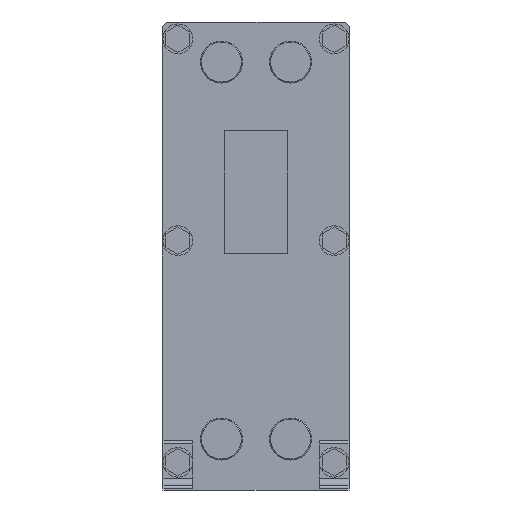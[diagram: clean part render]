
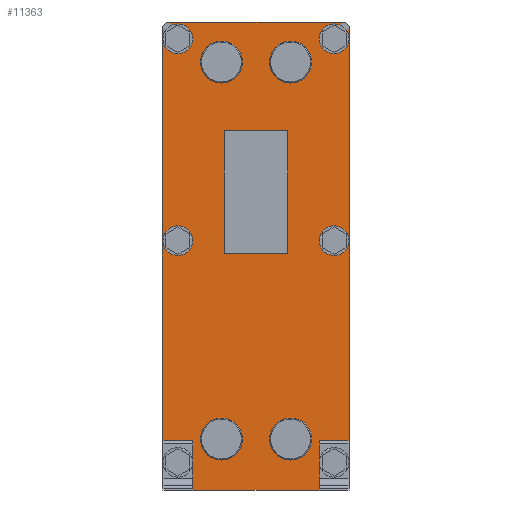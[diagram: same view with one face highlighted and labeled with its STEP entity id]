
A CAD part, front view. The second image highlights one B-rep face of the part: STEP entity #11363.
In plain terms, the highlighted planar face has unit normal (0, -1, 0).
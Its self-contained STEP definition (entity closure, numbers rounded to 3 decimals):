
#1503=FACE_BOUND('',#2844,.T.);
#1504=FACE_BOUND('',#2845,.T.);
#1505=FACE_BOUND('',#2846,.T.);
#1506=FACE_BOUND('',#2847,.T.);
#1507=FACE_BOUND('',#2848,.T.);
#1508=FACE_BOUND('',#2849,.T.);
#1509=FACE_BOUND('',#2850,.T.);
#1510=FACE_BOUND('',#2851,.T.);
#1511=FACE_BOUND('',#2852,.T.);
#1635=CIRCLE('',#11954,15.);
#1636=CIRCLE('',#11955,15.);
#1637=CIRCLE('',#11956,15.);
#1638=CIRCLE('',#11957,15.);
#1639=CIRCLE('',#11958,21.2);
#1640=CIRCLE('',#11959,21.2);
#1641=CIRCLE('',#11960,21.2);
#1642=CIRCLE('',#11961,21.2);
#2273=FACE_OUTER_BOUND('',#2843,.T.);
#2843=EDGE_LOOP('',(#8387,#8388,#8389,#8390,#8391,#8392,#8393,#8394,#8395,
#8396,#8397,#8398,#8399,#8400));
#2844=EDGE_LOOP('',(#8401,#8402,#8403,#8404));
#2845=EDGE_LOOP('',(#8405));
#2846=EDGE_LOOP('',(#8406));
#2847=EDGE_LOOP('',(#8407));
#2848=EDGE_LOOP('',(#8408));
#2849=EDGE_LOOP('',(#8409));
#2850=EDGE_LOOP('',(#8410));
#2851=EDGE_LOOP('',(#8411));
#2852=EDGE_LOOP('',(#8412));
#3530=LINE('',#16885,#4838);
#3534=LINE('',#16892,#4842);
#3536=LINE('',#16896,#4844);
#3538=LINE('',#16900,#4846);
#3540=LINE('',#16904,#4848);
#3542=LINE('',#16908,#4850);
#3545=LINE('',#16914,#4853);
#3546=LINE('',#16917,#4854);
#3547=LINE('',#16919,#4855);
#3548=LINE('',#16921,#4856);
#3549=LINE('',#16923,#4857);
#3550=LINE('',#16925,#4858);
#3551=LINE('',#16927,#4859);
#3552=LINE('',#16928,#4860);
#3553=LINE('',#16931,#4861);
#3554=LINE('',#16933,#4862);
#3555=LINE('',#16935,#4863);
#3556=LINE('',#16936,#4864);
#4838=VECTOR('',#13168,10.);
#4842=VECTOR('',#13174,10.);
#4844=VECTOR('',#13178,10.);
#4846=VECTOR('',#13182,10.);
#4848=VECTOR('',#13186,10.);
#4850=VECTOR('',#13190,10.);
#4853=VECTOR('',#13195,10.);
#4854=VECTOR('',#13198,10.);
#4855=VECTOR('',#13199,10.);
#4856=VECTOR('',#13200,10.);
#4857=VECTOR('',#13201,10.);
#4858=VECTOR('',#13202,10.);
#4859=VECTOR('',#13203,10.);
#4860=VECTOR('',#13204,10.);
#4861=VECTOR('',#13205,10.);
#4862=VECTOR('',#13206,10.);
#4863=VECTOR('',#13207,10.);
#4864=VECTOR('',#13208,10.);
#6153=VERTEX_POINT('',#16882);
#6154=VERTEX_POINT('',#16884);
#6156=VERTEX_POINT('',#16890);
#6157=VERTEX_POINT('',#16894);
#6158=VERTEX_POINT('',#16898);
#6159=VERTEX_POINT('',#16902);
#6160=VERTEX_POINT('',#16906);
#6162=VERTEX_POINT('',#16912);
#6163=VERTEX_POINT('',#16916);
#6164=VERTEX_POINT('',#16918);
#6165=VERTEX_POINT('',#16920);
#6166=VERTEX_POINT('',#16922);
#6167=VERTEX_POINT('',#16924);
#6168=VERTEX_POINT('',#16926);
#6169=VERTEX_POINT('',#16929);
#6170=VERTEX_POINT('',#16930);
#6171=VERTEX_POINT('',#16932);
#6172=VERTEX_POINT('',#16934);
#6173=VERTEX_POINT('',#16937);
#6174=VERTEX_POINT('',#16939);
#6175=VERTEX_POINT('',#16941);
#6176=VERTEX_POINT('',#16943);
#6177=VERTEX_POINT('',#16945);
#6178=VERTEX_POINT('',#16947);
#6179=VERTEX_POINT('',#16949);
#6180=VERTEX_POINT('',#16951);
#7052=EDGE_CURVE('',#6154,#6153,#3530,.T.);
#7056=EDGE_CURVE('',#6153,#6156,#3534,.T.);
#7058=EDGE_CURVE('',#6156,#6157,#3536,.T.);
#7060=EDGE_CURVE('',#6157,#6158,#3538,.T.);
#7062=EDGE_CURVE('',#6158,#6159,#3540,.T.);
#7064=EDGE_CURVE('',#6159,#6160,#3542,.T.);
#7067=EDGE_CURVE('',#6160,#6162,#3545,.T.);
#7068=EDGE_CURVE('',#6162,#6163,#3546,.T.);
#7069=EDGE_CURVE('',#6163,#6164,#3547,.T.);
#7070=EDGE_CURVE('',#6164,#6165,#3548,.T.);
#7071=EDGE_CURVE('',#6166,#6165,#3549,.T.);
#7072=EDGE_CURVE('',#6166,#6167,#3550,.T.);
#7073=EDGE_CURVE('',#6167,#6168,#3551,.T.);
#7074=EDGE_CURVE('',#6168,#6154,#3552,.T.);
#7075=EDGE_CURVE('',#6169,#6170,#3553,.T.);
#7076=EDGE_CURVE('',#6170,#6171,#3554,.T.);
#7077=EDGE_CURVE('',#6171,#6172,#3555,.T.);
#7078=EDGE_CURVE('',#6172,#6169,#3556,.T.);
#7079=EDGE_CURVE('',#6173,#6173,#1635,.T.);
#7080=EDGE_CURVE('',#6174,#6174,#1636,.T.);
#7081=EDGE_CURVE('',#6175,#6175,#1637,.T.);
#7082=EDGE_CURVE('',#6176,#6176,#1638,.T.);
#7083=EDGE_CURVE('',#6177,#6177,#1639,.T.);
#7084=EDGE_CURVE('',#6178,#6178,#1640,.T.);
#7085=EDGE_CURVE('',#6179,#6179,#1641,.T.);
#7086=EDGE_CURVE('',#6180,#6180,#1642,.T.);
#8387=ORIENTED_EDGE('',*,*,#7068,.T.);
#8388=ORIENTED_EDGE('',*,*,#7069,.T.);
#8389=ORIENTED_EDGE('',*,*,#7070,.T.);
#8390=ORIENTED_EDGE('',*,*,#7071,.F.);
#8391=ORIENTED_EDGE('',*,*,#7072,.T.);
#8392=ORIENTED_EDGE('',*,*,#7073,.T.);
#8393=ORIENTED_EDGE('',*,*,#7074,.T.);
#8394=ORIENTED_EDGE('',*,*,#7052,.T.);
#8395=ORIENTED_EDGE('',*,*,#7056,.T.);
#8396=ORIENTED_EDGE('',*,*,#7058,.T.);
#8397=ORIENTED_EDGE('',*,*,#7060,.T.);
#8398=ORIENTED_EDGE('',*,*,#7062,.T.);
#8399=ORIENTED_EDGE('',*,*,#7064,.T.);
#8400=ORIENTED_EDGE('',*,*,#7067,.T.);
#8401=ORIENTED_EDGE('',*,*,#7075,.T.);
#8402=ORIENTED_EDGE('',*,*,#7076,.T.);
#8403=ORIENTED_EDGE('',*,*,#7077,.T.);
#8404=ORIENTED_EDGE('',*,*,#7078,.T.);
#8405=ORIENTED_EDGE('',*,*,#7079,.T.);
#8406=ORIENTED_EDGE('',*,*,#7080,.T.);
#8407=ORIENTED_EDGE('',*,*,#7081,.T.);
#8408=ORIENTED_EDGE('',*,*,#7082,.T.);
#8409=ORIENTED_EDGE('',*,*,#7083,.T.);
#8410=ORIENTED_EDGE('',*,*,#7084,.T.);
#8411=ORIENTED_EDGE('',*,*,#7085,.T.);
#8412=ORIENTED_EDGE('',*,*,#7086,.T.);
#10961=PLANE('',#11953);
#11363=ADVANCED_FACE('',(#2273,#1503,#1504,#1505,#1506,#1507,#1508,#1509,
#1510,#1511),#10961,.T.);
#11953=AXIS2_PLACEMENT_3D('',#16915,#13196,#13197);
#11954=AXIS2_PLACEMENT_3D('',#16938,#13209,#13210);
#11955=AXIS2_PLACEMENT_3D('',#16940,#13211,#13212);
#11956=AXIS2_PLACEMENT_3D('',#16942,#13213,#13214);
#11957=AXIS2_PLACEMENT_3D('',#16944,#13215,#13216);
#11958=AXIS2_PLACEMENT_3D('',#16946,#13217,#13218);
#11959=AXIS2_PLACEMENT_3D('',#16948,#13219,#13220);
#11960=AXIS2_PLACEMENT_3D('',#16950,#13221,#13222);
#11961=AXIS2_PLACEMENT_3D('',#16952,#13223,#13224);
#13168=DIRECTION('',(0.707,0.,0.707));
#13174=DIRECTION('',(0.,0.,1.));
#13178=DIRECTION('',(-0.707,0.,0.707));
#13182=DIRECTION('',(-1.,0.,0.));
#13186=DIRECTION('',(-0.707,0.,-0.707));
#13190=DIRECTION('',(0.,0.,-1.));
#13195=DIRECTION('',(0.707,0.,-0.707));
#13196=DIRECTION('center_axis',(0.,-1.,0.));
#13197=DIRECTION('ref_axis',(1.,0.,0.));
#13198=DIRECTION('',(0.,0.,1.));
#13199=DIRECTION('',(1.,0.,0.));
#13200=DIRECTION('',(0.,0.,-1.));
#13201=DIRECTION('',(-1.,0.,0.));
#13202=DIRECTION('',(0.,0.,1.));
#13203=DIRECTION('',(1.,0.,0.));
#13204=DIRECTION('',(0.,0.,-1.));
#13205=DIRECTION('',(0.,0.,1.));
#13206=DIRECTION('',(1.,0.,0.));
#13207=DIRECTION('',(0.,0.,-1.));
#13208=DIRECTION('',(-1.,0.,0.));
#13209=DIRECTION('center_axis',(0.,1.,0.));
#13210=DIRECTION('ref_axis',(-1.,0.,0.));
#13211=DIRECTION('center_axis',(0.,1.,0.));
#13212=DIRECTION('ref_axis',(-1.,0.,0.));
#13213=DIRECTION('center_axis',(0.,1.,0.));
#13214=DIRECTION('ref_axis',(-1.,0.,0.));
#13215=DIRECTION('center_axis',(0.,1.,0.));
#13216=DIRECTION('ref_axis',(-1.,0.,0.));
#13217=DIRECTION('center_axis',(0.,1.,0.));
#13218=DIRECTION('ref_axis',(-1.,0.,0.));
#13219=DIRECTION('center_axis',(0.,1.,0.));
#13220=DIRECTION('ref_axis',(-1.,0.,0.));
#13221=DIRECTION('center_axis',(0.,1.,0.));
#13222=DIRECTION('ref_axis',(-1.,0.,0.));
#13223=DIRECTION('center_axis',(0.,1.,0.));
#13224=DIRECTION('ref_axis',(-1.,0.,0.));
#16882=CARTESIAN_POINT('',(95.,-25.,5.));
#16884=CARTESIAN_POINT('',(94.,-25.,4.));
#16885=CARTESIAN_POINT('',(95.,-25.,5.));
#16890=CARTESIAN_POINT('',(95.,-25.,468.));
#16892=CARTESIAN_POINT('',(95.,-25.,468.));
#16894=CARTESIAN_POINT('',(90.,-25.,473.));
#16896=CARTESIAN_POINT('',(90.,-25.,473.));
#16898=CARTESIAN_POINT('',(-90.,-25.,473.));
#16900=CARTESIAN_POINT('',(-90.,-25.,473.));
#16902=CARTESIAN_POINT('',(-95.,-25.,468.));
#16904=CARTESIAN_POINT('',(-95.,-25.,468.));
#16906=CARTESIAN_POINT('',(-95.,-25.,5.));
#16908=CARTESIAN_POINT('',(-95.,-25.,5.));
#16912=CARTESIAN_POINT('',(-94.,-25.,4.));
#16914=CARTESIAN_POINT('',(-90.,-25.,0.));
#16915=CARTESIAN_POINT('Origin',(0.,-25.,236.5));
#16916=CARTESIAN_POINT('',(-94.,-25.,50.));
#16917=CARTESIAN_POINT('',(-94.,-25.,125.641));
#16918=CARTESIAN_POINT('',(-64.,-25.,50.));
#16919=CARTESIAN_POINT('',(0.,-25.,50.));
#16920=CARTESIAN_POINT('',(-64.,-25.,0.));
#16921=CARTESIAN_POINT('',(-64.,-25.,50.));
#16922=CARTESIAN_POINT('',(64.,-25.,0.));
#16923=CARTESIAN_POINT('',(-45.,-25.,0.));
#16924=CARTESIAN_POINT('',(64.,-25.,50.));
#16925=CARTESIAN_POINT('',(64.,-25.,50.));
#16926=CARTESIAN_POINT('',(94.,-25.,50.));
#16927=CARTESIAN_POINT('',(0.,-25.,50.));
#16928=CARTESIAN_POINT('',(94.,-25.,125.641));
#16929=CARTESIAN_POINT('',(-32.25,-25.,239.2));
#16930=CARTESIAN_POINT('',(-32.25,-25.,363.));
#16931=CARTESIAN_POINT('',(-32.25,-25.,237.85));
#16932=CARTESIAN_POINT('',(32.25,-25.,363.));
#16933=CARTESIAN_POINT('',(-16.125,-25.,363.));
#16934=CARTESIAN_POINT('',(32.25,-25.,239.2));
#16935=CARTESIAN_POINT('',(32.25,-25.,299.75));
#16936=CARTESIAN_POINT('',(16.125,-25.,239.2));
#16937=CARTESIAN_POINT('',(-64.,-25.,252.));
#16938=CARTESIAN_POINT('Origin',(-79.,-25.,252.));
#16939=CARTESIAN_POINT('',(-64.,-25.,456.));
#16940=CARTESIAN_POINT('Origin',(-79.,-25.,456.));
#16941=CARTESIAN_POINT('',(94.,-25.,456.));
#16942=CARTESIAN_POINT('Origin',(79.,-25.,456.));
#16943=CARTESIAN_POINT('',(94.,-25.,252.));
#16944=CARTESIAN_POINT('Origin',(79.,-25.,252.));
#16945=CARTESIAN_POINT('',(-13.8,-25.,51.5));
#16946=CARTESIAN_POINT('Origin',(-35.,-25.,51.5));
#16947=CARTESIAN_POINT('',(-13.8,-25.,432.5));
#16948=CARTESIAN_POINT('Origin',(-35.,-25.,432.5));
#16949=CARTESIAN_POINT('',(56.2,-25.,432.5));
#16950=CARTESIAN_POINT('Origin',(35.,-25.,432.5));
#16951=CARTESIAN_POINT('',(56.2,-25.,51.5));
#16952=CARTESIAN_POINT('Origin',(35.,-25.,51.5));
